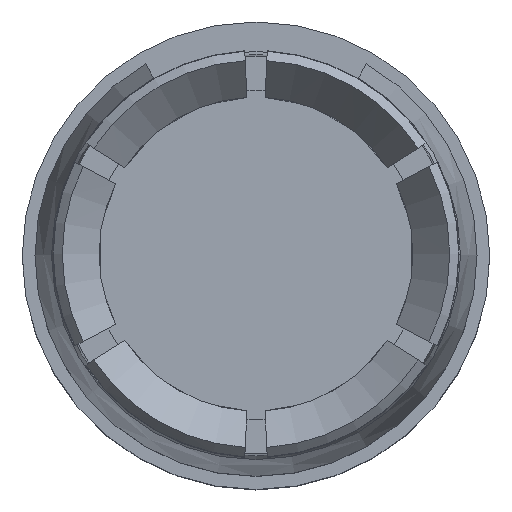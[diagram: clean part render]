
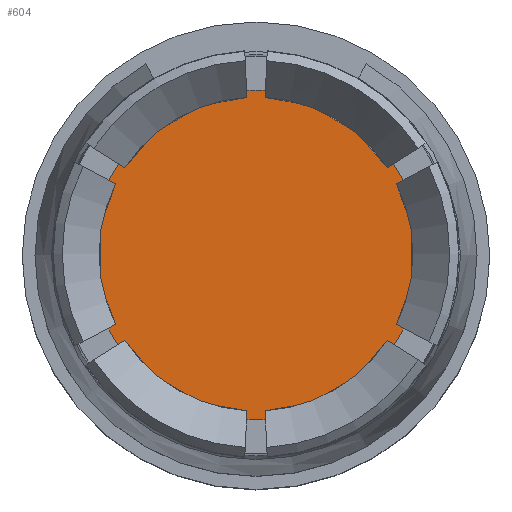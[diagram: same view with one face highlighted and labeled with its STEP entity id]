
A CAD part, top view. The second image highlights one B-rep face of the part: STEP entity #604.
In plain terms, the highlighted planar face has unit normal (0, 0, 1).
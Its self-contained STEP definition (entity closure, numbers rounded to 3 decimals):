
#548=PLANE('',#1723);
#604=ADVANCED_FACE('',(#689),#548,.T.);
#689=FACE_OUTER_BOUND('',#763,.T.);
#763=EDGE_LOOP('',(#952));
#837=CIRCLE('',#1722,1.951);
#952=ORIENTED_EDGE('',*,*,#1402,.T.);
#1267=VERTEX_POINT('',#2293);
#1402=EDGE_CURVE('',#1267,#1267,#837,.T.);
#1722=AXIS2_PLACEMENT_3D('',#2292,#1915,#1916);
#1723=AXIS2_PLACEMENT_3D('',#2294,#1917,#1918);
#1915=DIRECTION('',(0.,0.,1.));
#1916=DIRECTION('',(0.,1.,0.));
#1917=DIRECTION('',(0.,0.,1.));
#1918=DIRECTION('',(0.707,-0.707,0.));
#2292=CARTESIAN_POINT('',(0.,0.,0.5));
#2293=CARTESIAN_POINT('',(0.,1.951,0.5));
#2294=CARTESIAN_POINT('',(-4.086,0.,0.5));
